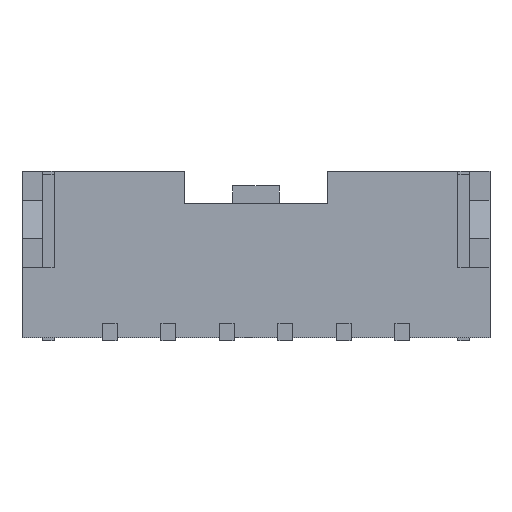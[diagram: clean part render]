
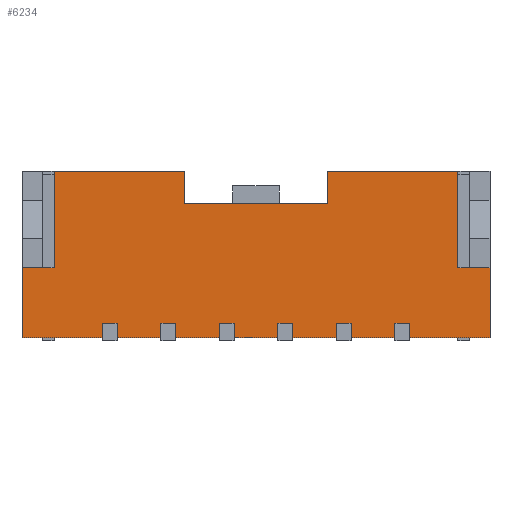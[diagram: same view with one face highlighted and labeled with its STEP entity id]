
A CAD part, front view. The second image highlights one B-rep face of the part: STEP entity #6234.
In plain terms, the highlighted planar face has unit normal (0, -1, 0).
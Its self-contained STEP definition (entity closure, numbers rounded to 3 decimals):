
#304 = CARTESIAN_POINT ( 'NONE',  ( 8., -4.45, 0. ) ) ;
#323 = LINE ( 'NONE', #2474, #6018 ) ;
#358 = DIRECTION ( 'NONE',  ( 0., 0., -1. ) ) ;
#364 = VERTEX_POINT ( 'NONE', #2065 ) ;
#366 = ORIENTED_EDGE ( 'NONE', *, *, #639, .F. ) ;
#633 = VERTEX_POINT ( 'NONE', #3918 ) ;
#639 = EDGE_CURVE ( 'NONE', #3033, #884, #2817, .T. ) ;
#647 = DIRECTION ( 'NONE',  ( 0., 0., 1. ) ) ;
#722 = LINE ( 'NONE', #5853, #4530 ) ;
#820 = LINE ( 'NONE', #6567, #6859 ) ;
#828 = CARTESIAN_POINT ( 'NONE',  ( 6.9, -4.45, 5.7 ) ) ;
#829 = VECTOR ( 'NONE', #2569, 1000. ) ;
#868 = CARTESIAN_POINT ( 'NONE',  ( 6.9, -4.45, 2.4 ) ) ;
#884 = VERTEX_POINT ( 'NONE', #6555 ) ;
#906 = LINE ( 'NONE', #6167, #7110 ) ;
#948 = CARTESIAN_POINT ( 'NONE',  ( -8., -4.45, 5.7 ) ) ;
#1110 = EDGE_CURVE ( 'NONE', #364, #3152, #2864, .T. ) ;
#1173 = EDGE_LOOP ( 'NONE', ( #5263, #7054, #5858, #7005, #6337, #5839, #2551, #5245, #366, #3648, #1700, #3635 ) ) ;
#1188 = VECTOR ( 'NONE', #6918, 1000. ) ;
#1209 = VECTOR ( 'NONE', #3361, 1000. ) ;
#1218 = LINE ( 'NONE', #3515, #6983 ) ;
#1286 = EDGE_CURVE ( 'NONE', #633, #3809, #4494, .T. ) ;
#1331 = VERTEX_POINT ( 'NONE', #2347 ) ;
#1466 = CARTESIAN_POINT ( 'NONE',  ( 8., -4.45, 5.7 ) ) ;
#1545 = VECTOR ( 'NONE', #4884, 1000. ) ;
#1573 = DIRECTION ( 'NONE',  ( 0., 0., -1. ) ) ;
#1694 = VERTEX_POINT ( 'NONE', #868 ) ;
#1700 = ORIENTED_EDGE ( 'NONE', *, *, #2423, .F. ) ;
#1750 = VERTEX_POINT ( 'NONE', #7150 ) ;
#1992 = PLANE ( 'NONE',  #6415 ) ;
#2065 = CARTESIAN_POINT ( 'NONE',  ( 2.45, -4.45, 5.7 ) ) ;
#2195 = CARTESIAN_POINT ( 'NONE',  ( 8., -4.45, 5.7 ) ) ;
#2272 = VERTEX_POINT ( 'NONE', #5237 ) ;
#2347 = CARTESIAN_POINT ( 'NONE',  ( -2.45, -4.45, 4.6 ) ) ;
#2363 = DIRECTION ( 'NONE',  ( 1., 0., 0. ) ) ;
#2368 = EDGE_CURVE ( 'NONE', #1331, #1750, #323, .T. ) ;
#2423 = EDGE_CURVE ( 'NONE', #2272, #4360, #820, .T. ) ;
#2450 = CARTESIAN_POINT ( 'NONE',  ( -6.9, -4.45, 5.7 ) ) ;
#2474 = CARTESIAN_POINT ( 'NONE',  ( 8., -4.45, 4.6 ) ) ;
#2551 = ORIENTED_EDGE ( 'NONE', *, *, #2368, .F. ) ;
#2569 = DIRECTION ( 'NONE',  ( 0., 0., 1. ) ) ;
#2572 = CARTESIAN_POINT ( 'NONE',  ( 8., -4.45, 5.7 ) ) ;
#2623 = CARTESIAN_POINT ( 'NONE',  ( -6.9, -4.45, 2.4 ) ) ;
#2690 = CARTESIAN_POINT ( 'NONE',  ( 6.9, -4.45, 5.7 ) ) ;
#2725 = EDGE_CURVE ( 'NONE', #2756, #2272, #5447, .T. ) ;
#2737 = EDGE_CURVE ( 'NONE', #4360, #3033, #906, .T. ) ;
#2756 = VERTEX_POINT ( 'NONE', #5021 ) ;
#2817 = LINE ( 'NONE', #5239, #4403 ) ;
#2864 = LINE ( 'NONE', #2195, #1188 ) ;
#3033 = VERTEX_POINT ( 'NONE', #2450 ) ;
#3152 = VERTEX_POINT ( 'NONE', #828 ) ;
#3285 = LINE ( 'NONE', #304, #1209 ) ;
#3361 = DIRECTION ( 'NONE',  ( 1., 0., 0. ) ) ;
#3515 = CARTESIAN_POINT ( 'NONE',  ( -2.45, -4.45, 5.7 ) ) ;
#3523 = CARTESIAN_POINT ( 'NONE',  ( 8., -4.45, 0. ) ) ;
#3635 = ORIENTED_EDGE ( 'NONE', *, *, #2725, .F. ) ;
#3648 = ORIENTED_EDGE ( 'NONE', *, *, #2737, .F. ) ;
#3734 = DIRECTION ( 'NONE',  ( 0., 1., 0. ) ) ;
#3809 = VERTEX_POINT ( 'NONE', #3523 ) ;
#3819 = VECTOR ( 'NONE', #358, 1000. ) ;
#3912 = LINE ( 'NONE', #6822, #6743 ) ;
#3918 = CARTESIAN_POINT ( 'NONE',  ( 8., -4.45, 2.4 ) ) ;
#4360 = VERTEX_POINT ( 'NONE', #2623 ) ;
#4403 = VECTOR ( 'NONE', #2363, 1000. ) ;
#4494 = LINE ( 'NONE', #2572, #1545 ) ;
#4530 = VECTOR ( 'NONE', #5212, 1000. ) ;
#4794 = FACE_OUTER_BOUND ( 'NONE', #1173, .T. ) ;
#4884 = DIRECTION ( 'NONE',  ( 0., 0., -1. ) ) ;
#5021 = CARTESIAN_POINT ( 'NONE',  ( -8., -4.45, 0. ) ) ;
#5212 = DIRECTION ( 'NONE',  ( 1., 0., 0. ) ) ;
#5237 = CARTESIAN_POINT ( 'NONE',  ( -8., -4.45, 2.4 ) ) ;
#5239 = CARTESIAN_POINT ( 'NONE',  ( 8., -4.45, 5.7 ) ) ;
#5245 = ORIENTED_EDGE ( 'NONE', *, *, #7278, .T. ) ;
#5263 = ORIENTED_EDGE ( 'NONE', *, *, #7168, .T. ) ;
#5447 = LINE ( 'NONE', #948, #829 ) ;
#5522 = EDGE_CURVE ( 'NONE', #3152, #1694, #5527, .T. ) ;
#5527 = LINE ( 'NONE', #2690, #3819 ) ;
#5685 = EDGE_CURVE ( 'NONE', #1694, #633, #722, .T. ) ;
#5839 = ORIENTED_EDGE ( 'NONE', *, *, #6344, .T. ) ;
#5853 = CARTESIAN_POINT ( 'NONE',  ( 8., -4.45, 2.4 ) ) ;
#5858 = ORIENTED_EDGE ( 'NONE', *, *, #5685, .F. ) ;
#6018 = VECTOR ( 'NONE', #6074, 1000. ) ;
#6038 = DIRECTION ( 'NONE',  ( 0., 0., 1. ) ) ;
#6074 = DIRECTION ( 'NONE',  ( 1., 0., 0. ) ) ;
#6129 = DIRECTION ( 'NONE',  ( 0., 0., 1. ) ) ;
#6167 = CARTESIAN_POINT ( 'NONE',  ( -6.9, -4.45, 5.7 ) ) ;
#6234 = ADVANCED_FACE ( 'NONE', ( #4794 ), #1992, .F. ) ;
#6337 = ORIENTED_EDGE ( 'NONE', *, *, #1110, .F. ) ;
#6344 = EDGE_CURVE ( 'NONE', #364, #1750, #3912, .T. ) ;
#6415 = AXIS2_PLACEMENT_3D ( 'NONE', #1466, #3734, #6038 ) ;
#6555 = CARTESIAN_POINT ( 'NONE',  ( -2.45, -4.45, 5.7 ) ) ;
#6567 = CARTESIAN_POINT ( 'NONE',  ( 8., -4.45, 2.4 ) ) ;
#6743 = VECTOR ( 'NONE', #1573, 1000. ) ;
#6822 = CARTESIAN_POINT ( 'NONE',  ( 2.45, -4.45, 5.7 ) ) ;
#6859 = VECTOR ( 'NONE', #7171, 1000. ) ;
#6918 = DIRECTION ( 'NONE',  ( 1., 0., 0. ) ) ;
#6983 = VECTOR ( 'NONE', #647, 1000. ) ;
#7005 = ORIENTED_EDGE ( 'NONE', *, *, #5522, .F. ) ;
#7054 = ORIENTED_EDGE ( 'NONE', *, *, #1286, .F. ) ;
#7110 = VECTOR ( 'NONE', #6129, 1000. ) ;
#7150 = CARTESIAN_POINT ( 'NONE',  ( 2.45, -4.45, 4.6 ) ) ;
#7168 = EDGE_CURVE ( 'NONE', #2756, #3809, #3285, .T. ) ;
#7171 = DIRECTION ( 'NONE',  ( 1., 0., 0. ) ) ;
#7278 = EDGE_CURVE ( 'NONE', #1331, #884, #1218, .T. ) ;
